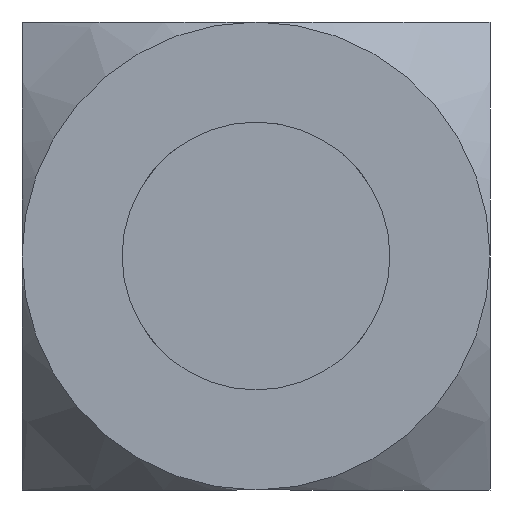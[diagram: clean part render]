
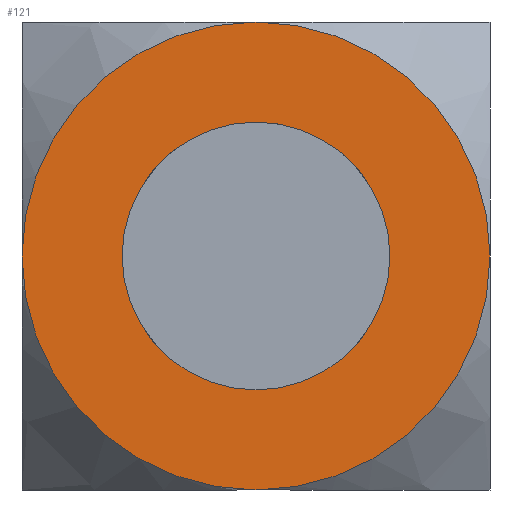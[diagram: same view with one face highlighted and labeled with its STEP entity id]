
A CAD part, front view. The second image highlights one B-rep face of the part: STEP entity #121.
In plain terms, the highlighted planar face has unit normal (0, -1, 0).
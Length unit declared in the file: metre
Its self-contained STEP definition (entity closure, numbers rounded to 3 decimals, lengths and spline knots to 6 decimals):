
#121 = ADVANCED_FACE( '', ( #241, #242 ), #243, .F. );
#241 = FACE_BOUND( '', #360, .T. );
#242 = FACE_OUTER_BOUND( '', #361, .T. );
#243 = PLANE( '', #362 );
#360 = EDGE_LOOP( '', ( #574 ) );
#361 = EDGE_LOOP( '', ( #575, #576, #577, #578 ) );
#362 = AXIS2_PLACEMENT_3D( '', #579, #580, #581 );
#574 = ORIENTED_EDGE( '', *, *, #687, .T. );
#575 = ORIENTED_EDGE( '', *, *, #692, .F. );
#576 = ORIENTED_EDGE( '', *, *, #699, .T. );
#577 = ORIENTED_EDGE( '', *, *, #681, .F. );
#578 = ORIENTED_EDGE( '', *, *, #694, .F. );
#579 = CARTESIAN_POINT( '', ( -0.01, 0., 0.01 ) );
#580 = DIRECTION( '', ( 0., 1., 0. ) );
#581 = DIRECTION( '', ( 0., 0., 1. ) );
#681 = EDGE_CURVE( '', #776, #812, #814, .T. );
#687 = EDGE_CURVE( '', #822, #822, #823, .T. );
#692 = EDGE_CURVE( '', #827, #805, #829, .T. );
#694 = EDGE_CURVE( '', #805, #776, #831, .T. );
#699 = EDGE_CURVE( '', #827, #812, #837, .T. );
#776 = VERTEX_POINT( '', #965 );
#805 = VERTEX_POINT( '', #1075 );
#812 = VERTEX_POINT( '', #1108 );
#814 = CIRCLE( '', #1123, 0.01 );
#822 = VERTEX_POINT( '', #1219 );
#823 = CIRCLE( '', #1220, 0.005723 );
#827 = VERTEX_POINT( '', #1224 );
#829 = CIRCLE( '', #1239, 0.01 );
#831 = CIRCLE( '', #1241, 0.01 );
#837 = CIRCLE( '', #1273, 0.01 );
#965 = CARTESIAN_POINT( '', ( 0., 0., -0.01 ) );
#1075 = CARTESIAN_POINT( '', ( 0.01, 0., 0. ) );
#1108 = CARTESIAN_POINT( '', ( -0.01, 0., 0. ) );
#1123 = AXIS2_PLACEMENT_3D( '', #1366, #1367, #1368 );
#1219 = CARTESIAN_POINT( '', ( 0., 0., -0.005723 ) );
#1220 = AXIS2_PLACEMENT_3D( '', #1372, #1373, #1374 );
#1224 = CARTESIAN_POINT( '', ( 0., 0., 0.01 ) );
#1239 = AXIS2_PLACEMENT_3D( '', #1378, #1379, #1380 );
#1241 = AXIS2_PLACEMENT_3D( '', #1381, #1382, #1383 );
#1273 = AXIS2_PLACEMENT_3D( '', #1384, #1385, #1386 );
#1366 = CARTESIAN_POINT( '', ( 0., 0., 0. ) );
#1367 = DIRECTION( '', ( 0., 1., 0. ) );
#1368 = DIRECTION( '', ( 0., 0., 1. ) );
#1372 = CARTESIAN_POINT( '', ( 0., 0., 0. ) );
#1373 = DIRECTION( '', ( 0., 1., 0. ) );
#1374 = DIRECTION( '', ( 0., 0., -1. ) );
#1378 = CARTESIAN_POINT( '', ( 0., 0., 0. ) );
#1379 = DIRECTION( '', ( 0., 1., 0. ) );
#1380 = DIRECTION( '', ( 0., 0., 1. ) );
#1381 = CARTESIAN_POINT( '', ( 0., 0., 0. ) );
#1382 = DIRECTION( '', ( 0., 1., 0. ) );
#1383 = DIRECTION( '', ( 0., 0., 1. ) );
#1384 = CARTESIAN_POINT( '', ( 0., 0., 0. ) );
#1385 = DIRECTION( '', ( 0., -1., 0. ) );
#1386 = DIRECTION( '', ( 0., 0., -1. ) );
